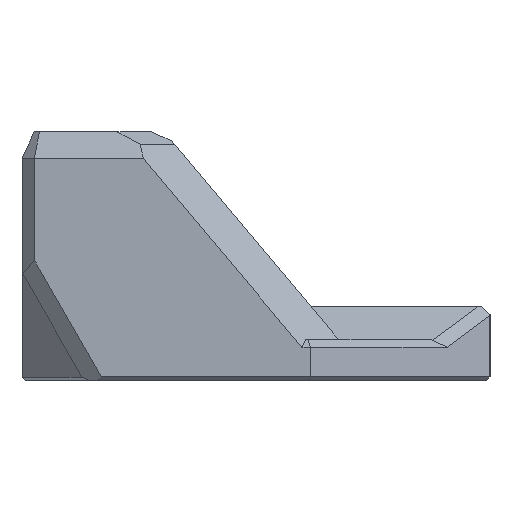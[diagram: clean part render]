
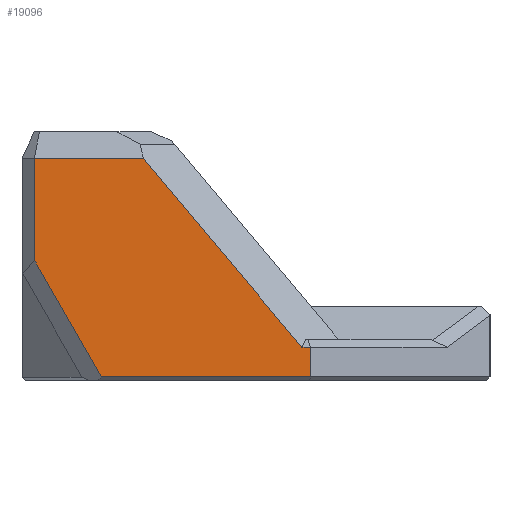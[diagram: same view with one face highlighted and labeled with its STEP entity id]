
A CAD part, left-side view. The second image highlights one B-rep face of the part: STEP entity #19096.
In plain terms, the highlighted planar face has unit normal (-1, 0, 0).
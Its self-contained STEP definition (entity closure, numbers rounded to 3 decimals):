
#560=PLANE('',#19923);
#1220=FACE_OUTER_BOUND('',#2333,.T.);
#2333=EDGE_LOOP('',(#14528,#14529,#14530,#14531,#14532,#14533,#14534));
#3574=LINE('',#30790,#5120);
#3593=LINE('',#30827,#5139);
#3612=LINE('',#30867,#5158);
#3654=LINE('',#30948,#5200);
#3655=LINE('',#30951,#5201);
#3656=LINE('',#30953,#5202);
#3657=LINE('',#30954,#5203);
#5120=VECTOR('',#21237,10.);
#5139=VECTOR('',#21274,10.);
#5158=VECTOR('',#21305,10.);
#5200=VECTOR('',#21381,10.);
#5201=VECTOR('',#21384,10.);
#5202=VECTOR('',#21385,10.);
#5203=VECTOR('',#21386,10.);
#8092=VERTEX_POINT('',#30788);
#8093=VERTEX_POINT('',#30789);
#8102=VERTEX_POINT('',#30826);
#8116=VERTEX_POINT('',#30864);
#8117=VERTEX_POINT('',#30866);
#8140=VERTEX_POINT('',#30950);
#8141=VERTEX_POINT('',#30952);
#10364=EDGE_CURVE('',#8092,#8093,#3574,.T.);
#10383=EDGE_CURVE('',#8093,#8102,#3593,.T.);
#10402=EDGE_CURVE('',#8116,#8117,#3612,.T.);
#10444=EDGE_CURVE('',#8092,#8117,#3654,.T.);
#10445=EDGE_CURVE('',#8140,#8116,#3655,.T.);
#10446=EDGE_CURVE('',#8141,#8140,#3656,.T.);
#10447=EDGE_CURVE('',#8102,#8141,#3657,.T.);
#14528=ORIENTED_EDGE('',*,*,#10364,.F.);
#14529=ORIENTED_EDGE('',*,*,#10444,.T.);
#14530=ORIENTED_EDGE('',*,*,#10402,.F.);
#14531=ORIENTED_EDGE('',*,*,#10445,.F.);
#14532=ORIENTED_EDGE('',*,*,#10446,.F.);
#14533=ORIENTED_EDGE('',*,*,#10447,.F.);
#14534=ORIENTED_EDGE('',*,*,#10383,.F.);
#19096=ADVANCED_FACE('',(#1220),#560,.T.);
#19923=AXIS2_PLACEMENT_3D('',#30949,#21382,#21383);
#21237=DIRECTION('',(0.,1.,0.));
#21274=DIRECTION('',(0.,0.497,0.868));
#21305=DIRECTION('',(0.,-1.,0.));
#21381=DIRECTION('',(0.,0.,1.));
#21382=DIRECTION('center_axis',(-1.,0.,0.));
#21383=DIRECTION('ref_axis',(0.,-1.,0.));
#21384=DIRECTION('',(0.,-0.643,-0.766));
#21385=DIRECTION('',(0.,-1.,0.));
#21386=DIRECTION('',(0.,0.,1.));
#30788=CARTESIAN_POINT('',(-75.07,-5.,0.4));
#30789=CARTESIAN_POINT('',(-75.07,20.376,0.4));
#30790=CARTESIAN_POINT('',(-75.07,15.8,0.4));
#30826=CARTESIAN_POINT('',(-75.07,28.5,14.593));
#30827=CARTESIAN_POINT('',(-75.07,19.859,-0.504));
#30864=CARTESIAN_POINT('',(-75.07,-3.974,4.));
#30866=CARTESIAN_POINT('',(-75.07,-5.,4.));
#30867=CARTESIAN_POINT('',(-75.07,7.05,4.));
#30948=CARTESIAN_POINT('',(-75.07,-5.,0.));
#30949=CARTESIAN_POINT('Origin',(-75.07,30.,0.));
#30950=CARTESIAN_POINT('',(-75.07,15.269,26.933));
#30951=CARTESIAN_POINT('',(-75.07,0.186,8.958));
#30952=CARTESIAN_POINT('',(-75.07,28.5,26.933));
#30953=CARTESIAN_POINT('',(-75.07,21.25,26.933));
#30954=CARTESIAN_POINT('',(-75.07,28.5,0.));
